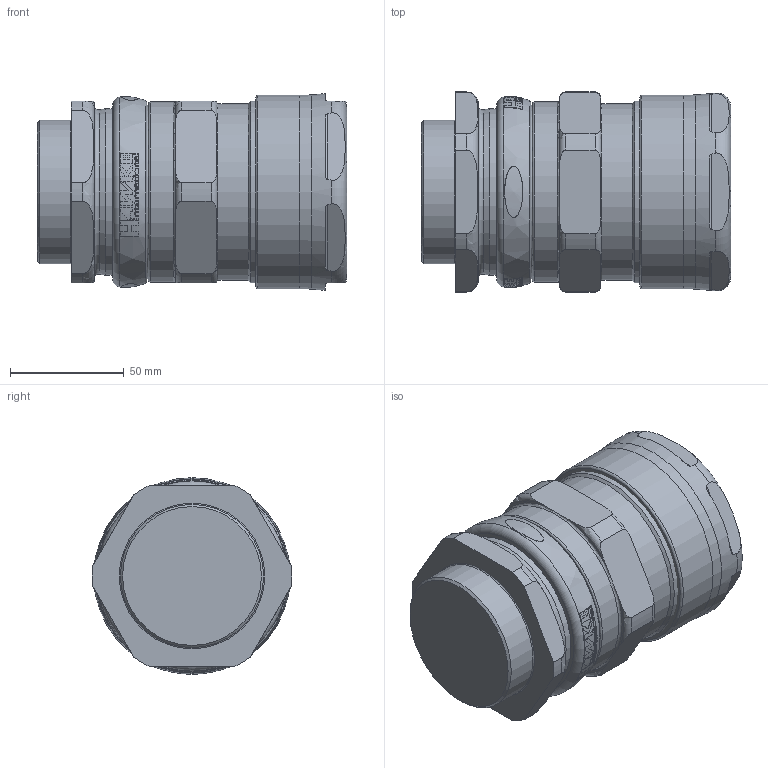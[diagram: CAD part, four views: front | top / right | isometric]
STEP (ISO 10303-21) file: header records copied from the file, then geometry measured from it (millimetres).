
FILE_DESCRIPTION(/* description */ (''),/* implementation_level */ '2;1');
FILE_NAME(/* name */ '711_X E.stp',/* time_stamp */ '2019-08-05T10:00:35+06:00',/* author */ ('vinaykumark'),/* organization */ (''),/* preprocessor_version */ 'ST-DEVELOPER v16.13',/* originating_system */ 'Autodesk Inventor 2018',/* authorisation */ '');
FILE_SCHEMA (('AUTOMOTIVE_DESIGN { 1 0 10303 214 3 1 1 }'));
Products named in the file (1): 711_X A
Bounding box: 136.04 x 87.96 x 86.45 mm (x, y, z)
Surface area: 171896 mm2
Topology: 11 solids, 11 shells, 1430 faces, 3746 edges, 2359 vertices
Faces by surface type: plane 648, bspline 237, cone 205, torus 200, cylinder 140
Full cylindrical faces by diameter (mm): 56.1 x1, 56.3 x1, 59.4 x1, 62.9 x1, 63 x1, 64.95 x1, 65.3 x1, 67.4 x1, 70.3 x1, 71 x1, 72 x1, 72.32 x1, 73 x2, 73.32 x2, 76.2 x1, 77.7 x1, 78.5 x1, 79.2 x1, 80 x1, 85 x1
Entity records: 51826 total; most frequent: CARTESIAN_POINT 17062, ORIENTED_EDGE 7318, DIRECTION 6660, EDGE_CURVE 3659, AXIS2_PLACEMENT_3D 2758, VERTEX_POINT 2351, EDGE_LOOP 1592, STYLED_ITEM 1441
